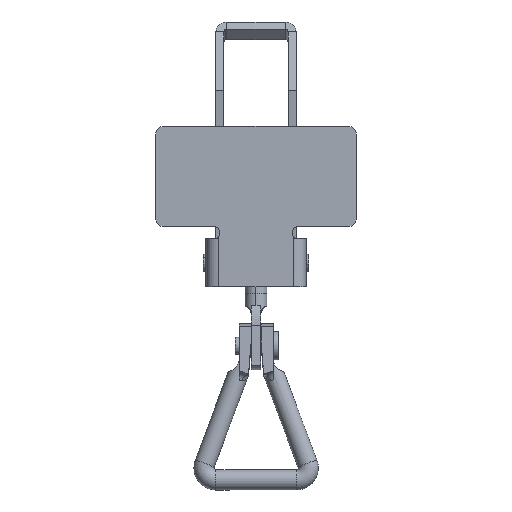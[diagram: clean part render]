
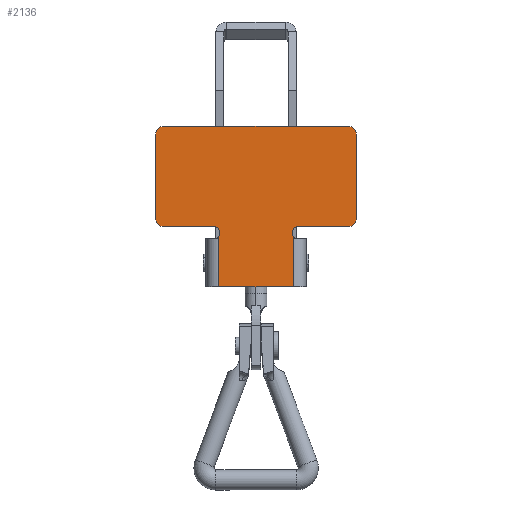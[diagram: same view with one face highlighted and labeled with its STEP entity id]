
A CAD part, front view. The second image highlights one B-rep face of the part: STEP entity #2136.
In plain terms, the highlighted planar face has unit normal (0, -1, 0).
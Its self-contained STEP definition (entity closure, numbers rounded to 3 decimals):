
#11 = EDGE_CURVE ( 'NONE', #4703, #989, #3370, .T. ) ;
#21 = DIRECTION ( 'NONE',  ( 0., 0., -1. ) ) ;
#35 = DIRECTION ( 'NONE',  ( -1., 0., 0. ) ) ;
#58 = CARTESIAN_POINT ( 'NONE',  ( 23., -2.5, -25. ) ) ;
#89 = CARTESIAN_POINT ( 'NONE',  ( 10.5, -2.5, -25. ) ) ;
#194 = VERTEX_POINT ( 'NONE', #922 ) ;
#211 = EDGE_CURVE ( 'NONE', #989, #2023, #4426, .T. ) ;
#244 = CARTESIAN_POINT ( 'NONE',  ( -10.5, -2.5, -26.5 ) ) ;
#267 = EDGE_CURVE ( 'NONE', #1002, #2842, #5166, .T. ) ;
#292 = VERTEX_POINT ( 'NONE', #89 ) ;
#322 = CIRCLE ( 'NONE', #5678, 1.5 ) ;
#331 = EDGE_CURVE ( 'NONE', #5377, #3394, #3738, .T. ) ;
#421 = DIRECTION ( 'NONE',  ( 0., 0., -1. ) ) ;
#449 = VECTOR ( 'NONE', #421, 1000. ) ;
#498 = CARTESIAN_POINT ( 'NONE',  ( -9.263, -2.5, -26.5 ) ) ;
#559 = AXIS2_PLACEMENT_3D ( 'NONE', #2640, #5656, #3059 ) ;
#592 = VECTOR ( 'NONE', #726, 1000. ) ;
#715 = CARTESIAN_POINT ( 'NONE',  ( 23., -2.5, -2. ) ) ;
#726 = DIRECTION ( 'NONE',  ( 0., 0., 1. ) ) ;
#877 = PLANE ( 'NONE',  #4134 ) ;
#897 = AXIS2_PLACEMENT_3D ( 'NONE', #5022, #1497, #1517 ) ;
#902 = CARTESIAN_POINT ( 'NONE',  ( -25., -2.5, -2. ) ) ;
#922 = CARTESIAN_POINT ( 'NONE',  ( 25., -2.5, -23. ) ) ;
#954 = ORIENTED_EDGE ( 'NONE', *, *, #211, .F. ) ;
#980 = ORIENTED_EDGE ( 'NONE', *, *, #331, .F. ) ;
#989 = VERTEX_POINT ( 'NONE', #4142 ) ;
#1002 = VERTEX_POINT ( 'NONE', #3996 ) ;
#1010 = ORIENTED_EDGE ( 'NONE', *, *, #4493, .F. ) ;
#1064 = ORIENTED_EDGE ( 'NONE', *, *, #11, .F. ) ;
#1185 = VERTEX_POINT ( 'NONE', #3478 ) ;
#1193 = DIRECTION ( 'NONE',  ( 0., 0., 1. ) ) ;
#1209 = ORIENTED_EDGE ( 'NONE', *, *, #267, .T. ) ;
#1215 = ORIENTED_EDGE ( 'NONE', *, *, #4996, .F. ) ;
#1311 = ORIENTED_EDGE ( 'NONE', *, *, #5685, .F. ) ;
#1313 = CARTESIAN_POINT ( 'NONE',  ( -25., -2.5, -2. ) ) ;
#1407 = CARTESIAN_POINT ( 'NONE',  ( 23., -2.5, 0. ) ) ;
#1485 = VERTEX_POINT ( 'NONE', #58 ) ;
#1497 = DIRECTION ( 'NONE',  ( 0., 1., 0. ) ) ;
#1517 = DIRECTION ( 'NONE',  ( 0., 0., 1. ) ) ;
#1657 = CARTESIAN_POINT ( 'NONE',  ( 9.263, -2.5, -27.349 ) ) ;
#1708 = CIRCLE ( 'NONE', #1804, 2. ) ;
#1804 = AXIS2_PLACEMENT_3D ( 'NONE', #2686, #5707, #3115 ) ;
#1812 = ORIENTED_EDGE ( 'NONE', *, *, #4814, .F. ) ;
#1949 = FACE_OUTER_BOUND ( 'NONE', #3520, .T. ) ;
#1965 = EDGE_CURVE ( 'NONE', #194, #1485, #3792, .T. ) ;
#1980 = VECTOR ( 'NONE', #4999, 1000. ) ;
#1984 = LINE ( 'NONE', #2934, #3148 ) ;
#2023 = VERTEX_POINT ( 'NONE', #1313 ) ;
#2136 = ADVANCED_FACE ( 'NONE', ( #1949 ), #877, .F. ) ;
#2253 = ORIENTED_EDGE ( 'NONE', *, *, #4432, .F. ) ;
#2321 = CARTESIAN_POINT ( 'NONE',  ( -10.5, -2.5, -25. ) ) ;
#2340 = DIRECTION ( 'NONE',  ( 0., 1., 0. ) ) ;
#2346 = CARTESIAN_POINT ( 'NONE',  ( -28.5, -2.5, -40. ) ) ;
#2357 = DIRECTION ( 'NONE',  ( 0., 0., -1. ) ) ;
#2373 = ORIENTED_EDGE ( 'NONE', *, *, #5443, .F. ) ;
#2430 = CARTESIAN_POINT ( 'NONE',  ( 25., -2.5, -2. ) ) ;
#2457 = ORIENTED_EDGE ( 'NONE', *, *, #5174, .F. ) ;
#2506 = CARTESIAN_POINT ( 'NONE',  ( -23., -2.5, 0. ) ) ;
#2512 = DIRECTION ( 'NONE',  ( -1., 0., 0. ) ) ;
#2640 = CARTESIAN_POINT ( 'NONE',  ( 10.5, -2.5, -26.5 ) ) ;
#2650 = CARTESIAN_POINT ( 'NONE',  ( -10.5, -2.5, -26.5 ) ) ;
#2686 = CARTESIAN_POINT ( 'NONE',  ( -23., -2.5, -2. ) ) ;
#2763 = ORIENTED_EDGE ( 'NONE', *, *, #1965, .F. ) ;
#2768 = ORIENTED_EDGE ( 'NONE', *, *, #5254, .F. ) ;
#2832 = VERTEX_POINT ( 'NONE', #2321 ) ;
#2842 = VERTEX_POINT ( 'NONE', #5579 ) ;
#2884 = CIRCLE ( 'NONE', #559, 1.5 ) ;
#2898 = ORIENTED_EDGE ( 'NONE', *, *, #5068, .F. ) ;
#2934 = CARTESIAN_POINT ( 'NONE',  ( -23., -2.5, -25. ) ) ;
#3005 = LINE ( 'NONE', #2430, #1980 ) ;
#3059 = DIRECTION ( 'NONE',  ( 0., 0., -1. ) ) ;
#3071 = DIRECTION ( 'NONE',  ( 0., 0., 1. ) ) ;
#3078 = VECTOR ( 'NONE', #5293, 1000. ) ;
#3091 = DIRECTION ( 'NONE',  ( 0., 1., 0. ) ) ;
#3107 = CARTESIAN_POINT ( 'NONE',  ( 23., -2.5, -25. ) ) ;
#3115 = DIRECTION ( 'NONE',  ( 0., 0., -1. ) ) ;
#3130 = CARTESIAN_POINT ( 'NONE',  ( -23., -2.5, -23. ) ) ;
#3148 = VECTOR ( 'NONE', #2512, 1000. ) ;
#3221 = CARTESIAN_POINT ( 'NONE',  ( 9.263, -2.5, -26.5 ) ) ;
#3370 = CIRCLE ( 'NONE', #5001, 2. ) ;
#3394 = VERTEX_POINT ( 'NONE', #1407 ) ;
#3478 = CARTESIAN_POINT ( 'NONE',  ( 9.263, -2.5, -40. ) ) ;
#3520 = EDGE_LOOP ( 'NONE', ( #2457, #2253, #2898, #2763, #2768, #2373, #980, #1010, #954, #1064, #1812, #1215, #1209, #1311 ) ) ;
#3615 = VECTOR ( 'NONE', #5625, 1000. ) ;
#3738 = LINE ( 'NONE', #5646, #3615 ) ;
#3792 = CIRCLE ( 'NONE', #897, 2. ) ;
#3836 = DIRECTION ( 'NONE',  ( 0., 1., 0. ) ) ;
#3996 = CARTESIAN_POINT ( 'NONE',  ( -9.263, -2.5, -27.349 ) ) ;
#4134 = AXIS2_PLACEMENT_3D ( 'NONE', #244, #3091, #5070 ) ;
#4142 = CARTESIAN_POINT ( 'NONE',  ( -25., -2.5, -23. ) ) ;
#4261 = VECTOR ( 'NONE', #35, 1000. ) ;
#4426 = LINE ( 'NONE', #902, #592 ) ;
#4432 = EDGE_CURVE ( 'NONE', #292, #5448, #2884, .T. ) ;
#4493 = EDGE_CURVE ( 'NONE', #2023, #5377, #1708, .T. ) ;
#4552 = VECTOR ( 'NONE', #21, 1000. ) ;
#4555 = CARTESIAN_POINT ( 'NONE',  ( -23., -2.5, -25. ) ) ;
#4573 = AXIS2_PLACEMENT_3D ( 'NONE', #715, #3836, #1193 ) ;
#4703 = VERTEX_POINT ( 'NONE', #4555 ) ;
#4814 = EDGE_CURVE ( 'NONE', #2832, #4703, #1984, .T. ) ;
#4824 = CARTESIAN_POINT ( 'NONE',  ( 25., -2.5, -2. ) ) ;
#4996 = EDGE_CURVE ( 'NONE', #1002, #2832, #322, .T. ) ;
#4999 = DIRECTION ( 'NONE',  ( 0., 0., -1. ) ) ;
#5001 = AXIS2_PLACEMENT_3D ( 'NONE', #3130, #2340, #2357 ) ;
#5022 = CARTESIAN_POINT ( 'NONE',  ( 23., -2.5, -23. ) ) ;
#5049 = VERTEX_POINT ( 'NONE', #4824 ) ;
#5068 = EDGE_CURVE ( 'NONE', #1485, #292, #5385, .T. ) ;
#5070 = DIRECTION ( 'NONE',  ( 0., 0., 1. ) ) ;
#5166 = LINE ( 'NONE', #498, #449 ) ;
#5174 = EDGE_CURVE ( 'NONE', #5448, #1185, #5584, .T. ) ;
#5254 = EDGE_CURVE ( 'NONE', #5049, #194, #3005, .T. ) ;
#5293 = DIRECTION ( 'NONE',  ( -1., 0., 0. ) ) ;
#5377 = VERTEX_POINT ( 'NONE', #2506 ) ;
#5385 = LINE ( 'NONE', #3107, #3078 ) ;
#5443 = EDGE_CURVE ( 'NONE', #3394, #5049, #5648, .T. ) ;
#5448 = VERTEX_POINT ( 'NONE', #1657 ) ;
#5579 = CARTESIAN_POINT ( 'NONE',  ( -9.263, -2.5, -40. ) ) ;
#5580 = LINE ( 'NONE', #2346, #4261 ) ;
#5584 = LINE ( 'NONE', #3221, #4552 ) ;
#5625 = DIRECTION ( 'NONE',  ( 1., 0., 0. ) ) ;
#5646 = CARTESIAN_POINT ( 'NONE',  ( 23., -2.5, 0. ) ) ;
#5648 = CIRCLE ( 'NONE', #4573, 2. ) ;
#5656 = DIRECTION ( 'NONE',  ( 0., -1., 0. ) ) ;
#5668 = DIRECTION ( 'NONE',  ( 0., -1., 0. ) ) ;
#5678 = AXIS2_PLACEMENT_3D ( 'NONE', #2650, #5668, #3071 ) ;
#5685 = EDGE_CURVE ( 'NONE', #1185, #2842, #5580, .T. ) ;
#5707 = DIRECTION ( 'NONE',  ( 0., 1., 0. ) ) ;
